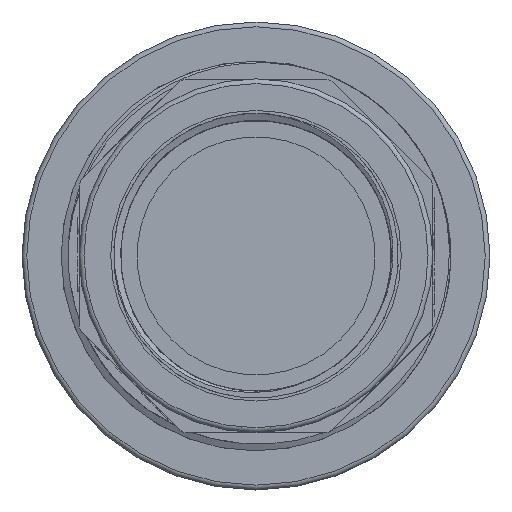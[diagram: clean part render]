
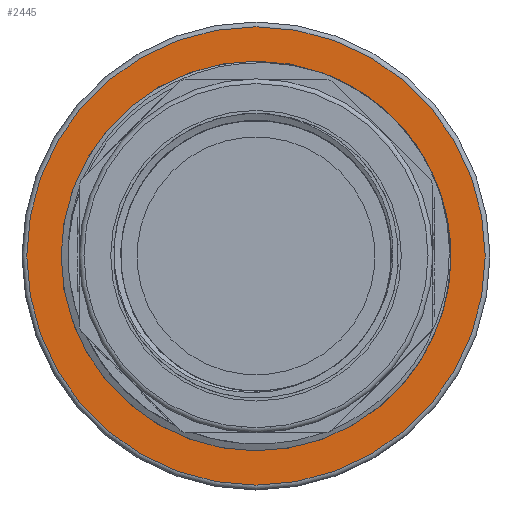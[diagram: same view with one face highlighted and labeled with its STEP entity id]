
A CAD part, top view. The second image highlights one B-rep face of the part: STEP entity #2445.
In plain terms, the highlighted planar face has unit normal (0, 0, 1).
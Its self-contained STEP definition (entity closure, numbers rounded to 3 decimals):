
#2004=FACE_BOUND('',#4563,.T.);
#2005=FACE_BOUND('',#4564,.T.);
#2445=ADVANCED_FACE('',(#2004,#2005),#3104,.T.);
#3104=PLANE('',#15688);
#4563=EDGE_LOOP('',(#9236));
#4564=EDGE_LOOP('',(#9237));
#9236=ORIENTED_EDGE('',*,*,#14092,.T.);
#9237=ORIENTED_EDGE('',*,*,#14091,.T.);
#12273=VERTEX_POINT('',#36840);
#12274=VERTEX_POINT('',#37533);
#14091=EDGE_CURVE('',#12273,#12273,#15069,.T.);
#14092=EDGE_CURVE('',#12274,#12274,#15070,.T.);
#15069=CIRCLE('',#15685,40.767);
#15070=CIRCLE('',#15687,47.95);
#15685=AXIS2_PLACEMENT_3D('',#36839,#17670,#17671);
#15687=AXIS2_PLACEMENT_3D('',#37532,#17674,#17675);
#15688=AXIS2_PLACEMENT_3D('',#37534,#17676,#17677);
#17670=DIRECTION('',(0.,0.,-1.));
#17671=DIRECTION('',(1.,0.,0.));
#17674=DIRECTION('',(0.,0.,1.));
#17675=DIRECTION('',(1.,0.,0.));
#17676=DIRECTION('',(0.,0.,1.));
#17677=DIRECTION('',(1.,0.,0.));
#36839=CARTESIAN_POINT('',(491.,120.,30.617));
#36840=CARTESIAN_POINT('',(531.767,120.,30.617));
#37532=CARTESIAN_POINT('',(491.,120.,30.617));
#37533=CARTESIAN_POINT('',(538.95,120.,30.617));
#37534=CARTESIAN_POINT('',(491.,120.,30.617));
